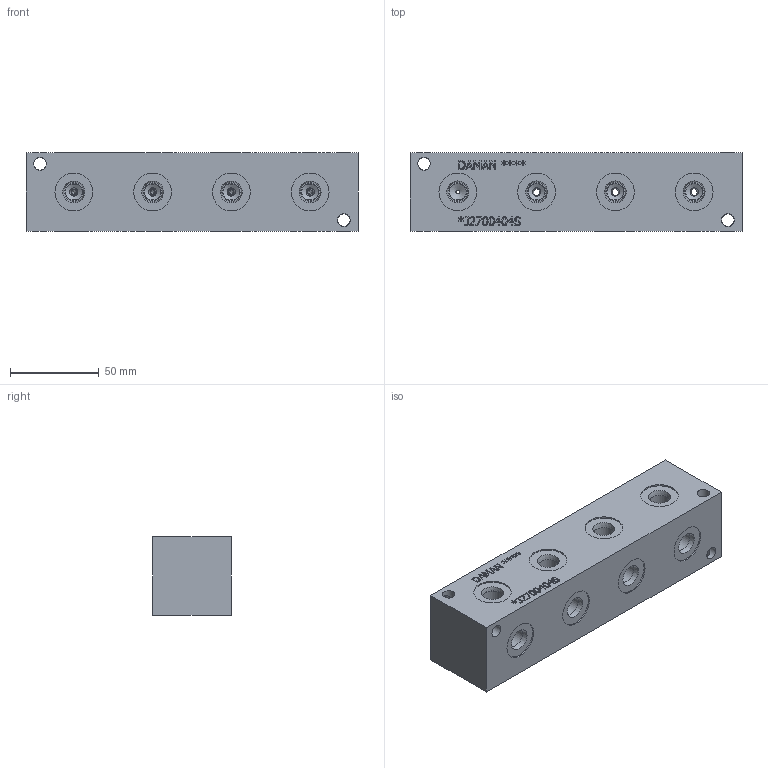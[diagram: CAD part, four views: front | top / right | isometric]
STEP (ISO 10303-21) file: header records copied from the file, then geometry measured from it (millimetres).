
FILE_DESCRIPTION(/* description */ (''),/* implementation_level */ '2;1');
FILE_NAME(/* name */ '_J2700404S.stp',/* time_stamp */ '2020-05-22T11:32:10-04:00',/* author */ ('alexanderw'),/* organization */ (''),/* preprocessor_version */ 'ST-DEVELOPER v17',/* originating_system */ 'Autodesk Inventor 2019',/* authorisation */ '');
FILE_SCHEMA (('AUTOMOTIVE_DESIGN { 1 0 10303 214 3 1 1 }'));
Length unit declared in the file: millimetre
Products named in the file (1): Part_AJ2700404S_3D
Bounding box: 187.32 x 44.45 x 44.45 mm (x, y, z)
Volume: 340326.7 mm3; surface area: 48467.7 mm2
Topology: 1 solids, 1 shells, 446 faces, 1215 edges, 794 vertices
Faces by surface type: plane 250, bspline 76, cylinder 67, cone 53
Full cylindrical faces by diameter (mm): 7.137 x8, 9.525 x12, 9.881 x12, 11.125 x12, 12.395 x11, 21.285 x12
Entity records: 14855 total; most frequent: CARTESIAN_POINT 3486, ORIENTED_EDGE 2422, DIRECTION 2053, EDGE_CURVE 1211, VERTEX_POINT 794, LINE 787, VECTOR 787, AXIS2_PLACEMENT_3D 633
